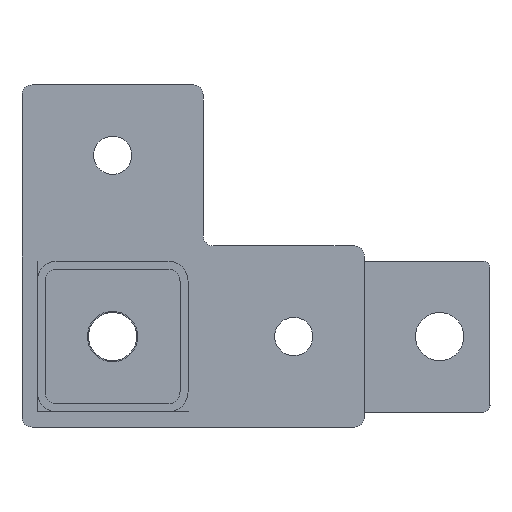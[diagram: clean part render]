
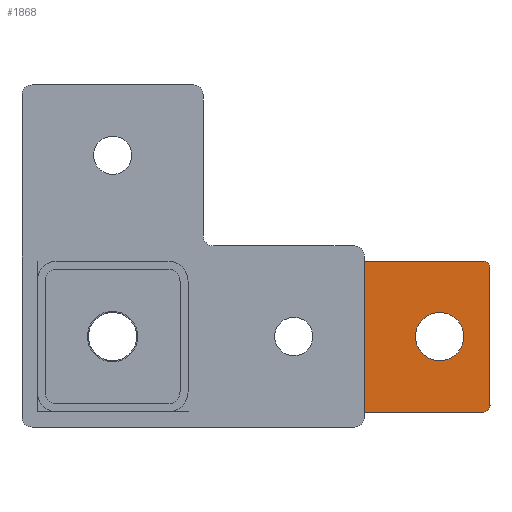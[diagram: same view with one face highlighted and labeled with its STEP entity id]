
A CAD part, front view. The second image highlights one B-rep face of the part: STEP entity #1868.
In plain terms, the highlighted face is planar.
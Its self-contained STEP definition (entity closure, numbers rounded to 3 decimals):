
#35 = EDGE_CURVE ( 'NONE', #217, #513, #738, .T. ) ;
#36 = FACE_BOUND ( 'NONE', #1333, .T. ) ;
#62 = PLANE ( 'NONE',  #662 ) ;
#64 = VERTEX_POINT ( 'NONE', #702 ) ;
#67 = VERTEX_POINT ( 'NONE', #342 ) ;
#86 = ORIENTED_EDGE ( 'NONE', *, *, #2377, .T. ) ;
#90 = DIRECTION ( 'NONE',  ( 1., 0., 0. ) ) ;
#107 = LINE ( 'NONE', #1242, #622 ) ;
#191 = DIRECTION ( 'NONE',  ( 1., 0., 0. ) ) ;
#203 = AXIS2_PLACEMENT_3D ( 'NONE', #774, #975, #561 ) ;
#211 = FACE_OUTER_BOUND ( 'NONE', #1561, .T. ) ;
#217 = VERTEX_POINT ( 'NONE', #953 ) ;
#225 = CARTESIAN_POINT ( 'NONE',  ( 0., 0., 0. ) ) ;
#252 = DIRECTION ( 'NONE',  ( 1., 0., 0. ) ) ;
#286 = DIRECTION ( 'NONE',  ( 1., 0., 0. ) ) ;
#293 = CIRCLE ( 'NONE', #943, 3. ) ;
#295 = LINE ( 'NONE', #1073, #528 ) ;
#342 = CARTESIAN_POINT ( 'NONE',  ( -107., 37.5, 0. ) ) ;
#376 = CARTESIAN_POINT ( 'NONE',  ( -25., 37.5, 0. ) ) ;
#436 = DIRECTION ( 'NONE',  ( 1., 0., 0. ) ) ;
#505 = CARTESIAN_POINT ( 'NONE',  ( -150., 75., 0. ) ) ;
#513 = VERTEX_POINT ( 'NONE', #2442 ) ;
#517 = ORIENTED_EDGE ( 'NONE', *, *, #1312, .T. ) ;
#528 = VECTOR ( 'NONE', #692, 1000. ) ;
#556 = ORIENTED_EDGE ( 'NONE', *, *, #2045, .T. ) ;
#561 = DIRECTION ( 'NONE',  ( 1., 0., 0. ) ) ;
#622 = VECTOR ( 'NONE', #286, 1000. ) ;
#638 = VERTEX_POINT ( 'NONE', #1906 ) ;
#662 = AXIS2_PLACEMENT_3D ( 'NONE', #225, #1973, #252 ) ;
#672 = CARTESIAN_POINT ( 'NONE',  ( 0., 72., 0. ) ) ;
#690 = EDGE_CURVE ( 'NONE', #877, #67, #1304, .T. ) ;
#692 = DIRECTION ( 'NONE',  ( 0., 1., 0. ) ) ;
#702 = CARTESIAN_POINT ( 'NONE',  ( -3., 75., 0. ) ) ;
#738 = CIRCLE ( 'NONE', #2111, 12. ) ;
#774 = CARTESIAN_POINT ( 'NONE',  ( -95., 37.5, 0. ) ) ;
#786 = CIRCLE ( 'NONE', #2233, 12. ) ;
#794 = DIRECTION ( 'NONE',  ( 0., 0., 1. ) ) ;
#869 = EDGE_CURVE ( 'NONE', #1620, #1658, #1575, .T. ) ;
#871 = DIRECTION ( 'NONE',  ( 1., 0., 0. ) ) ;
#877 = VERTEX_POINT ( 'NONE', #2139 ) ;
#899 = DIRECTION ( 'NONE',  ( 0., 0., 1. ) ) ;
#936 = ORIENTED_EDGE ( 'NONE', *, *, #690, .F. ) ;
#943 = AXIS2_PLACEMENT_3D ( 'NONE', #1965, #794, #436 ) ;
#953 = CARTESIAN_POINT ( 'NONE',  ( -37., 37.5, 0. ) ) ;
#956 = EDGE_LOOP ( 'NONE', ( #936, #1820 ) ) ;
#975 = DIRECTION ( 'NONE',  ( 0., 0., 1. ) ) ;
#1016 = ORIENTED_EDGE ( 'NONE', *, *, #1839, .F. ) ;
#1053 = CARTESIAN_POINT ( 'NONE',  ( 0., 75., 0. ) ) ;
#1073 = CARTESIAN_POINT ( 'NONE',  ( 0., 0., 0. ) ) ;
#1157 = DIRECTION ( 'NONE',  ( 0., 0., 1. ) ) ;
#1210 = DIRECTION ( 'NONE',  ( 0., 1., 0. ) ) ;
#1218 = CARTESIAN_POINT ( 'NONE',  ( -150., 0., 0. ) ) ;
#1219 = ORIENTED_EDGE ( 'NONE', *, *, #1401, .T. ) ;
#1222 = VECTOR ( 'NONE', #1210, 1000. ) ;
#1226 = VECTOR ( 'NONE', #2029, 1000. ) ;
#1242 = CARTESIAN_POINT ( 'NONE',  ( 0., 0., 0. ) ) ;
#1304 = CIRCLE ( 'NONE', #203, 12. ) ;
#1312 = EDGE_CURVE ( 'NONE', #1449, #64, #293, .T. ) ;
#1333 = EDGE_LOOP ( 'NONE', ( #1016, #2386 ) ) ;
#1371 = CARTESIAN_POINT ( 'NONE',  ( -3., 3., 0. ) ) ;
#1398 = DIRECTION ( 'NONE',  ( 1., 0., 0. ) ) ;
#1401 = EDGE_CURVE ( 'NONE', #638, #1576, #2484, .T. ) ;
#1425 = CIRCLE ( 'NONE', #1838, 12. ) ;
#1434 = ORIENTED_EDGE ( 'NONE', *, *, #869, .F. ) ;
#1445 = EDGE_CURVE ( 'NONE', #1576, #1449, #295, .T. ) ;
#1449 = VERTEX_POINT ( 'NONE', #672 ) ;
#1488 = LINE ( 'NONE', #1053, #1226 ) ;
#1540 = ORIENTED_EDGE ( 'NONE', *, *, #1445, .T. ) ;
#1561 = EDGE_LOOP ( 'NONE', ( #1434, #86, #1219, #1540, #517, #556 ) ) ;
#1575 = LINE ( 'NONE', #1622, #1222 ) ;
#1576 = VERTEX_POINT ( 'NONE', #1953 ) ;
#1581 = FACE_BOUND ( 'NONE', #956, .T. ) ;
#1620 = VERTEX_POINT ( 'NONE', #1218 ) ;
#1622 = CARTESIAN_POINT ( 'NONE',  ( -150., 0., 0. ) ) ;
#1658 = VERTEX_POINT ( 'NONE', #505 ) ;
#1665 = CARTESIAN_POINT ( 'NONE',  ( -25., 37.5, 0. ) ) ;
#1780 = CARTESIAN_POINT ( 'NONE',  ( -95., 37.5, 0. ) ) ;
#1820 = ORIENTED_EDGE ( 'NONE', *, *, #1905, .F. ) ;
#1838 = AXIS2_PLACEMENT_3D ( 'NONE', #1780, #2343, #1398 ) ;
#1839 = EDGE_CURVE ( 'NONE', #513, #217, #786, .T. ) ;
#1868 = ADVANCED_FACE ( 'NONE', ( #211, #36, #1581 ), #62, .T. ) ;
#1905 = EDGE_CURVE ( 'NONE', #67, #877, #1425, .T. ) ;
#1906 = CARTESIAN_POINT ( 'NONE',  ( -3., 0., 0. ) ) ;
#1953 = CARTESIAN_POINT ( 'NONE',  ( 0., 3., 0. ) ) ;
#1965 = CARTESIAN_POINT ( 'NONE',  ( -3., 72., 0. ) ) ;
#1973 = DIRECTION ( 'NONE',  ( 0., 0., 1. ) ) ;
#2029 = DIRECTION ( 'NONE',  ( -1., 0., 0. ) ) ;
#2045 = EDGE_CURVE ( 'NONE', #64, #1658, #1488, .T. ) ;
#2111 = AXIS2_PLACEMENT_3D ( 'NONE', #1665, #899, #871 ) ;
#2139 = CARTESIAN_POINT ( 'NONE',  ( -83., 37.5, 0. ) ) ;
#2145 = DIRECTION ( 'NONE',  ( 0., 0., 1. ) ) ;
#2233 = AXIS2_PLACEMENT_3D ( 'NONE', #376, #1157, #191 ) ;
#2343 = DIRECTION ( 'NONE',  ( 0., 0., 1. ) ) ;
#2377 = EDGE_CURVE ( 'NONE', #1620, #638, #107, .T. ) ;
#2386 = ORIENTED_EDGE ( 'NONE', *, *, #35, .F. ) ;
#2437 = AXIS2_PLACEMENT_3D ( 'NONE', #1371, #2145, #90 ) ;
#2442 = CARTESIAN_POINT ( 'NONE',  ( -13., 37.5, 0. ) ) ;
#2484 = CIRCLE ( 'NONE', #2437, 3. ) ;
